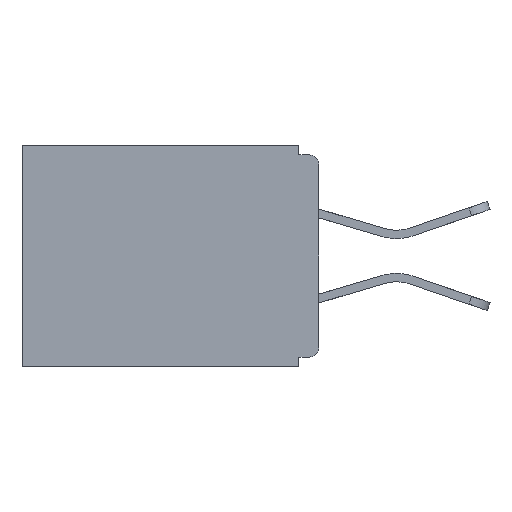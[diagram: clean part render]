
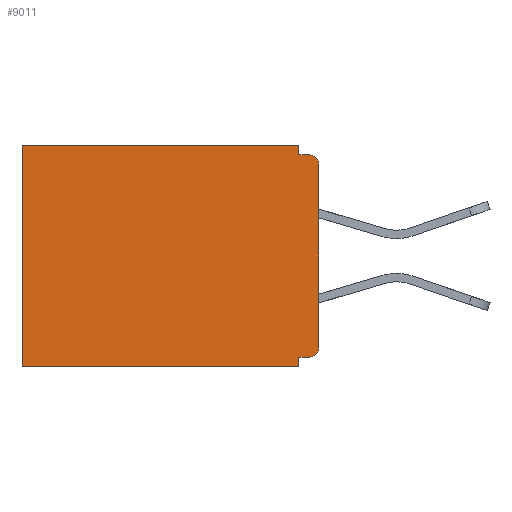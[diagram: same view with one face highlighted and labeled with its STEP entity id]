
A CAD part, left-side view. The second image highlights one B-rep face of the part: STEP entity #9011.
In plain terms, the highlighted planar face has unit normal (-1, 0, 0).
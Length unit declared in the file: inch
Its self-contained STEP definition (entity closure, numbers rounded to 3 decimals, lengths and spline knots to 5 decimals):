
#23 = CARTESIAN_POINT ( 'NONE',  ( 0.298, 0.031, -0.015 ) ) ;
#139 = ORIENTED_EDGE ( 'NONE', *, *, #3610, .F. ) ;
#273 = VERTEX_POINT ( 'NONE', #1027 ) ;
#332 = VERTEX_POINT ( 'NONE', #8187 ) ;
#520 = DIRECTION ( 'NONE',  ( 0., 0., -1. ) ) ;
#811 = VECTOR ( 'NONE', #6408, 39.37008 ) ;
#998 = LINE ( 'NONE', #6373, #10631 ) ;
#1027 = CARTESIAN_POINT ( 'NONE',  ( 0.298, 0.031, -0.343 ) ) ;
#1148 = CARTESIAN_POINT ( 'NONE',  ( 0.298, 0., -0.328 ) ) ;
#1155 = VECTOR ( 'NONE', #1729, 39.37008 ) ;
#1214 = VERTEX_POINT ( 'NONE', #9458 ) ;
#1215 = EDGE_LOOP ( 'NONE', ( #9665, #5863, #7726, #11005, #4109, #9786, #5748, #139, #9600, #1256 ) ) ;
#1256 = ORIENTED_EDGE ( 'NONE', *, *, #9874, .F. ) ;
#1395 = AXIS2_PLACEMENT_3D ( 'NONE', #3817, #2885, #1976 ) ;
#1691 = LINE ( 'NONE', #11236, #1155 ) ;
#1729 = DIRECTION ( 'NONE',  ( 0., 0., -1. ) ) ;
#1976 = DIRECTION ( 'NONE',  ( 0., 0., -1. ) ) ;
#2131 = CARTESIAN_POINT ( 'NONE',  ( 0.298, 0.015, -0.015 ) ) ;
#2205 = DIRECTION ( 'NONE',  ( 0., 0., -1. ) ) ;
#2440 = LINE ( 'NONE', #3711, #8692 ) ;
#2552 = CARTESIAN_POINT ( 'NONE',  ( 0.298, 0.031, -0.328 ) ) ;
#2885 = DIRECTION ( 'NONE',  ( 1., 0., 0. ) ) ;
#2902 = DIRECTION ( 'NONE',  ( 0., 1., 0. ) ) ;
#3141 = CARTESIAN_POINT ( 'NONE',  ( 0.298, 0.031, -0.343 ) ) ;
#3269 = CARTESIAN_POINT ( 'NONE',  ( 0.298, 0., -0.343 ) ) ;
#3610 = EDGE_CURVE ( 'NONE', #8765, #10580, #8066, .T. ) ;
#3711 = CARTESIAN_POINT ( 'NONE',  ( 0.298, 0., 0. ) ) ;
#3727 = DIRECTION ( 'NONE',  ( 0., -1., 0. ) ) ;
#3807 = CARTESIAN_POINT ( 'NONE',  ( 0.298, 0.46, 0. ) ) ;
#3817 = CARTESIAN_POINT ( 'NONE',  ( 0.298, 0., 0. ) ) ;
#3851 = CARTESIAN_POINT ( 'NONE',  ( 0.298, 0.015, -0.313 ) ) ;
#3880 = VECTOR ( 'NONE', #10055, 39.37008 ) ;
#3917 = CARTESIAN_POINT ( 'NONE',  ( 0.298, 0.015, -0.03 ) ) ;
#3965 = VERTEX_POINT ( 'NONE', #2131 ) ;
#4109 = ORIENTED_EDGE ( 'NONE', *, *, #9201, .T. ) ;
#4153 = VECTOR ( 'NONE', #8447, 39.37008 ) ;
#5640 = CARTESIAN_POINT ( 'NONE',  ( 0.298, 0., 0. ) ) ;
#5748 = ORIENTED_EDGE ( 'NONE', *, *, #6495, .F. ) ;
#5863 = ORIENTED_EDGE ( 'NONE', *, *, #7004, .F. ) ;
#5911 = DIRECTION ( 'NONE',  ( 0., 0., -1. ) ) ;
#6170 = AXIS2_PLACEMENT_3D ( 'NONE', #3851, #6639, #2205 ) ;
#6373 = CARTESIAN_POINT ( 'NONE',  ( 0.298, 0., -0.015 ) ) ;
#6408 = DIRECTION ( 'NONE',  ( 0., 0., -1. ) ) ;
#6418 = CIRCLE ( 'NONE', #10256, 0.015 ) ;
#6427 = LINE ( 'NONE', #5640, #7342 ) ;
#6495 = EDGE_CURVE ( 'NONE', #10580, #273, #1691, .T. ) ;
#6507 = VERTEX_POINT ( 'NONE', #23 ) ;
#6564 = DIRECTION ( 'NONE',  ( -1., 0., 0. ) ) ;
#6631 = VERTEX_POINT ( 'NONE', #10550 ) ;
#6639 = DIRECTION ( 'NONE',  ( -1., 0., 0. ) ) ;
#6697 = CIRCLE ( 'NONE', #6170, 0.015 ) ;
#7004 = EDGE_CURVE ( 'NONE', #6507, #3965, #998, .T. ) ;
#7149 = EDGE_CURVE ( 'NONE', #273, #332, #8756, .T. ) ;
#7229 = VECTOR ( 'NONE', #5911, 39.37008 ) ;
#7280 = VERTEX_POINT ( 'NONE', #9475 ) ;
#7342 = VECTOR ( 'NONE', #2902, 39.37008 ) ;
#7726 = ORIENTED_EDGE ( 'NONE', *, *, #9144, .F. ) ;
#8066 = LINE ( 'NONE', #1148, #3880 ) ;
#8105 = DIRECTION ( 'NONE',  ( 0., 0., -1. ) ) ;
#8187 = CARTESIAN_POINT ( 'NONE',  ( 0.298, 0.46, -0.343 ) ) ;
#8290 = LINE ( 'NONE', #3807, #811 ) ;
#8447 = DIRECTION ( 'NONE',  ( 0., 1., 0. ) ) ;
#8496 = VERTEX_POINT ( 'NONE', #9591 ) ;
#8692 = VECTOR ( 'NONE', #8105, 39.37008 ) ;
#8756 = LINE ( 'NONE', #3269, #4153 ) ;
#8765 = VERTEX_POINT ( 'NONE', #10779 ) ;
#9011 = ADVANCED_FACE ( 'NONE', ( #10443 ), #10653, .F. ) ;
#9144 = EDGE_CURVE ( 'NONE', #7280, #6507, #9777, .T. ) ;
#9201 = EDGE_CURVE ( 'NONE', #1214, #332, #8290, .T. ) ;
#9385 = EDGE_CURVE ( 'NONE', #8765, #6631, #6697, .T. ) ;
#9388 = EDGE_CURVE ( 'NONE', #8496, #3965, #6418, .T. ) ;
#9458 = CARTESIAN_POINT ( 'NONE',  ( 0.298, 0.46, 0. ) ) ;
#9475 = CARTESIAN_POINT ( 'NONE',  ( 0.298, 0.031, 0. ) ) ;
#9591 = CARTESIAN_POINT ( 'NONE',  ( 0.298, 0., -0.03 ) ) ;
#9600 = ORIENTED_EDGE ( 'NONE', *, *, #9385, .T. ) ;
#9665 = ORIENTED_EDGE ( 'NONE', *, *, #9388, .T. ) ;
#9777 = LINE ( 'NONE', #3141, #7229 ) ;
#9786 = ORIENTED_EDGE ( 'NONE', *, *, #7149, .F. ) ;
#9874 = EDGE_CURVE ( 'NONE', #8496, #6631, #2440, .T. ) ;
#9899 = EDGE_CURVE ( 'NONE', #7280, #1214, #6427, .T. ) ;
#10055 = DIRECTION ( 'NONE',  ( 0., 1., 0. ) ) ;
#10256 = AXIS2_PLACEMENT_3D ( 'NONE', #3917, #6564, #520 ) ;
#10443 = FACE_OUTER_BOUND ( 'NONE', #1215, .T. ) ;
#10550 = CARTESIAN_POINT ( 'NONE',  ( 0.298, 0., -0.313 ) ) ;
#10580 = VERTEX_POINT ( 'NONE', #2552 ) ;
#10631 = VECTOR ( 'NONE', #3727, 39.37008 ) ;
#10653 = PLANE ( 'NONE',  #1395 ) ;
#10779 = CARTESIAN_POINT ( 'NONE',  ( 0.298, 0.015, -0.328 ) ) ;
#11005 = ORIENTED_EDGE ( 'NONE', *, *, #9899, .T. ) ;
#11236 = CARTESIAN_POINT ( 'NONE',  ( 0.298, 0.031, -0.343 ) ) ;
